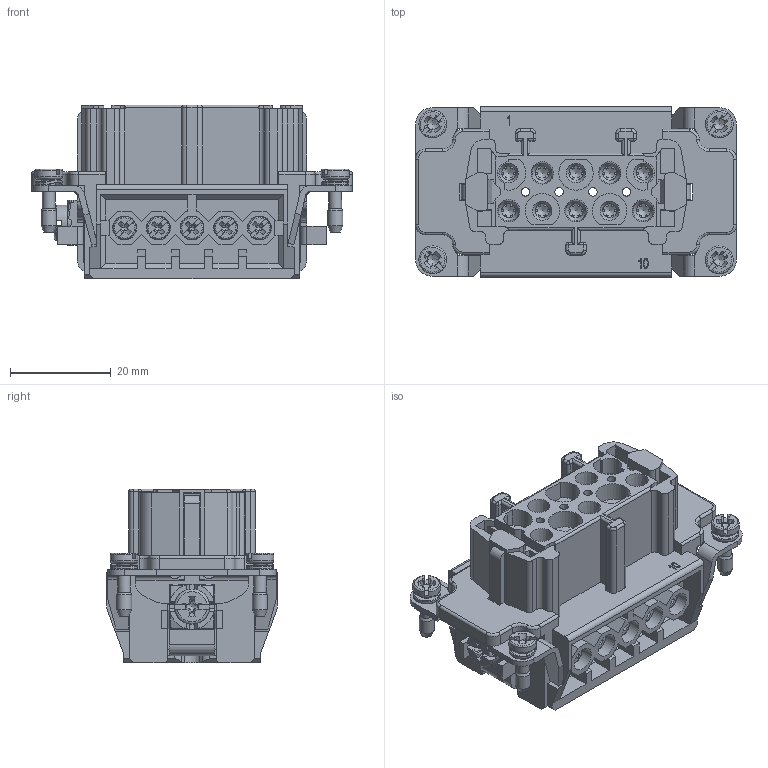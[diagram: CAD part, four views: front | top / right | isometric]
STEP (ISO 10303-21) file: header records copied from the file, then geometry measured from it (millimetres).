
FILE_DESCRIPTION(/* description */ (''),/* implementation_level */ '2;1');
FILE_NAME(/* name */ '100094960ugm000_c.stp',/* time_stamp */ '2017-11-02T07:47:32+01:00',/* author */ (''),/* organization */ (''),/* preprocessor_version */ 'ST-DEVELOPER v16',/* originating_system */ 'SIEMENS PLM Software NX 10.0',/* authorisation */ '');
FILE_SCHEMA (('AUTOMOTIVE_DESIGN { 1 0 10303 214 3 1 1 1 }'));
Products named in the file (1): 100094960ugm000_c
Bounding box: 63.85 x 33.9 x 34.6 mm (x, y, z)
Volume: 24528.7 mm3; surface area: 33117 mm2
Topology: 1 solids, 1 shells, 2726 faces, 8132 edges, 5356 vertices
Faces by surface type: plane 1544, cylinder 450, bspline 375, cone 239, extrusion 62, torus 40, sphere 16
Full cylindrical faces by diameter (mm): 0.335 x1, 0.492 x1, 1.7 x4, 2.438 x2, 2.5 x24, 2.85 x10, 3 x24, 3.2 x11, 3.5 x1, 3.7 x1, 4 x1, 4.4 x10, 4.5 x2, 4.75 x5, 5.5 x4, 7 x1
Entity records: 121471 total; most frequent: CARTESIAN_POINT 34303, ORIENTED_EDGE 15144, DIRECTION 12618, EDGE_CURVE 7572, VERTEX_POINT 5040, AXIS2_PLACEMENT_3D 4311, VECTOR 3996, LINE 3934
